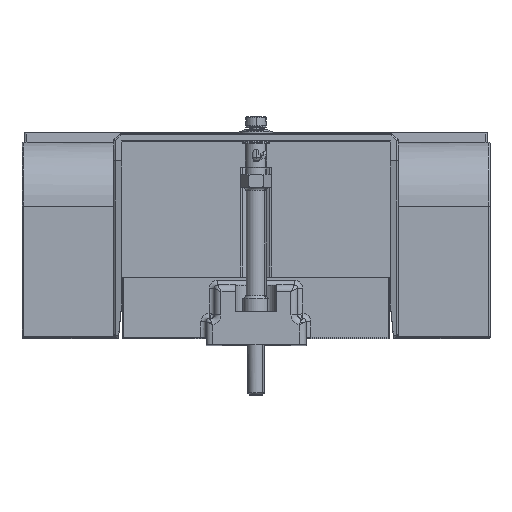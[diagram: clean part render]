
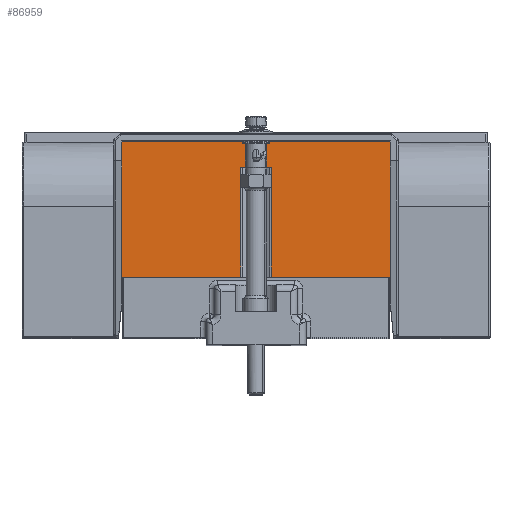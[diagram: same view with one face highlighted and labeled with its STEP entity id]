
A CAD part, top view. The second image highlights one B-rep face of the part: STEP entity #86959.
In plain terms, the highlighted planar face has unit normal (0, 0, 1).
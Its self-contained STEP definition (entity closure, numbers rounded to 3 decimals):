
#6824=DIRECTION('',(0.,-1.,0.));
#6825=VECTOR('',#6824,40.8);
#6826=CARTESIAN_POINT('',(-40.3,61.,185.));
#6827=LINE('',#6826,#6825);
#7039=DIRECTION('',(-1.,0.,0.));
#7040=VECTOR('',#7039,35.782);
#7041=CARTESIAN_POINT('',(-4.518,20.2,185.));
#7042=LINE('',#7041,#7040);
#7043=DIRECTION('',(-1.,0.,0.));
#7044=VECTOR('',#7043,35.782);
#7045=CARTESIAN_POINT('',(40.3,20.2,185.));
#7046=LINE('',#7045,#7044);
#7047=DIRECTION('',(0.,-1.,0.));
#7048=VECTOR('',#7047,32.8);
#7049=CARTESIAN_POINT('',(4.518,53.,185.));
#7050=LINE('',#7049,#7048);
#7051=DIRECTION('',(0.,1.,0.));
#7052=VECTOR('',#7051,32.8);
#7053=CARTESIAN_POINT('',(-4.518,20.2,185.));
#7054=LINE('',#7053,#7052);
#7130=DIRECTION('',(1.,0.,0.));
#7131=VECTOR('',#7130,9.035);
#7132=CARTESIAN_POINT('',(-4.518,53.,185.));
#7133=LINE('',#7132,#7131);
#7158=DIRECTION('',(0.,-1.,0.));
#7159=VECTOR('',#7158,40.8);
#7160=CARTESIAN_POINT('',(40.3,61.,185.));
#7161=LINE('',#7160,#7159);
#7369=DIRECTION('',(1.,0.,0.));
#7370=VECTOR('',#7369,80.6);
#7371=CARTESIAN_POINT('',(-40.3,61.,185.));
#7372=LINE('',#7371,#7370);
#75519=CARTESIAN_POINT('',(-40.3,61.,185.));
#75520=CARTESIAN_POINT('',(40.3,61.,185.));
#75521=VERTEX_POINT('',#75519);
#75522=VERTEX_POINT('',#75520);
#75531=CARTESIAN_POINT('',(4.518,53.,185.));
#75532=VERTEX_POINT('',#75531);
#75533=CARTESIAN_POINT('',(-4.518,53.,185.));
#75534=VERTEX_POINT('',#75533);
#76653=CARTESIAN_POINT('',(-4.518,20.2,185.));
#76654=CARTESIAN_POINT('',(-40.3,20.2,185.));
#76655=VERTEX_POINT('',#76653);
#76656=VERTEX_POINT('',#76654);
#76671=CARTESIAN_POINT('',(4.518,20.2,185.));
#76672=VERTEX_POINT('',#76671);
#76675=CARTESIAN_POINT('',(40.3,20.2,185.));
#76676=VERTEX_POINT('',#76675);
#86937=CARTESIAN_POINT('',(40.3,61.,185.));
#86938=DIRECTION('',(0.,0.,1.));
#86939=DIRECTION('',(-1.,0.,0.));
#86940=AXIS2_PLACEMENT_3D('',#86937,#86938,#86939);
#86941=PLANE('',#86940);
#86943=ORIENTED_EDGE('',*,*,#86942,.T.);
#86944=ORIENTED_EDGE('',*,*,#86813,.F.);
#86946=ORIENTED_EDGE('',*,*,#86945,.T.);
#86948=ORIENTED_EDGE('',*,*,#86947,.T.);
#86950=ORIENTED_EDGE('',*,*,#86949,.T.);
#86952=ORIENTED_EDGE('',*,*,#86951,.F.);
#86954=ORIENTED_EDGE('',*,*,#86953,.F.);
#86956=ORIENTED_EDGE('',*,*,#86955,.F.);
#86957=EDGE_LOOP('',(#86943,#86944,#86946,#86948,#86950,#86952,#86954,#86956));
#86958=FACE_OUTER_BOUND('',#86957,.F.);
#86959=ADVANCED_FACE('',(#86958),#86941,.T.);
#86813=EDGE_CURVE('',#75521,#76656,#6827,.T.);
#86942=EDGE_CURVE('',#76655,#76656,#7042,.T.);
#86945=EDGE_CURVE('',#75521,#75522,#7372,.T.);
#86947=EDGE_CURVE('',#75522,#76676,#7161,.T.);
#86949=EDGE_CURVE('',#76676,#76672,#7046,.T.);
#86951=EDGE_CURVE('',#75532,#76672,#7050,.T.);
#86953=EDGE_CURVE('',#75534,#75532,#7133,.T.);
#86955=EDGE_CURVE('',#76655,#75534,#7054,.T.);
